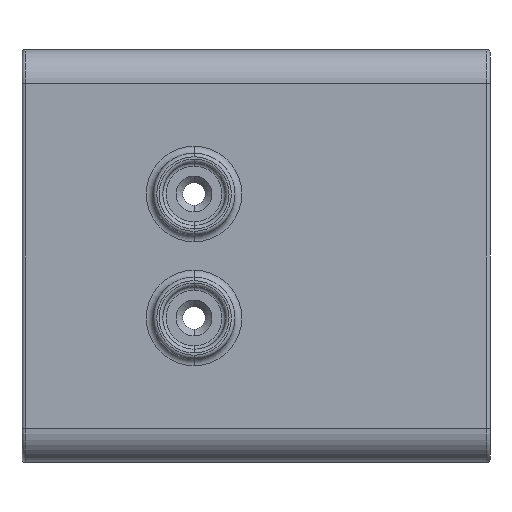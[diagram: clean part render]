
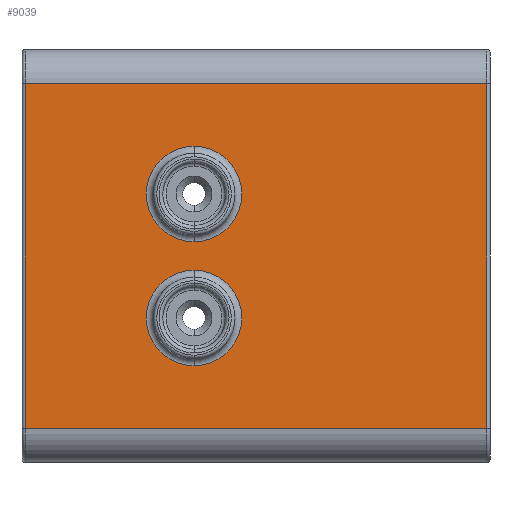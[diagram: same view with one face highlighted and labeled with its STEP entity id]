
A CAD part, front view. The second image highlights one B-rep face of the part: STEP entity #9039.
In plain terms, the highlighted planar face has unit normal (0, -1, 0).
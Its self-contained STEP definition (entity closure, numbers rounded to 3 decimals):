
#183=DIRECTION('',(0.,0.,-1.));
#184=VECTOR('',#183,50.);
#185=CARTESIAN_POINT('',(308.5,24.978,72.5));
#186=LINE('',#185,#184);
#187=DIRECTION('',(1.,0.,0.));
#188=VECTOR('',#187,67.);
#189=CARTESIAN_POINT('',(241.5,24.978,22.5));
#190=LINE('',#189,#188);
#191=DIRECTION('',(0.,0.,-1.));
#192=VECTOR('',#191,50.);
#193=CARTESIAN_POINT('',(241.5,24.978,72.5));
#194=LINE('',#193,#192);
#195=DIRECTION('',(1.,0.,0.));
#196=VECTOR('',#195,67.);
#197=CARTESIAN_POINT('',(241.5,24.978,72.5));
#198=LINE('',#197,#196);
#219=CARTESIAN_POINT('',(266.,24.978,38.5));
#220=DIRECTION('',(0.,-1.,0.));
#221=DIRECTION('',(0.,0.,-1.));
#222=AXIS2_PLACEMENT_3D('',#219,#220,#221);
#224=CARTESIAN_POINT('',(266.,24.978,38.5));
#225=DIRECTION('',(0.,-1.,0.));
#226=DIRECTION('',(0.,0.,1.));
#227=AXIS2_PLACEMENT_3D('',#224,#225,#226);
#229=CARTESIAN_POINT('',(266.,24.978,56.5));
#230=DIRECTION('',(0.,-1.,0.));
#231=DIRECTION('',(0.,0.,-1.));
#232=AXIS2_PLACEMENT_3D('',#229,#230,#231);
#234=CARTESIAN_POINT('',(266.,24.978,56.5));
#235=DIRECTION('',(0.,-1.,0.));
#236=DIRECTION('',(0.,0.,1.));
#237=AXIS2_PLACEMENT_3D('',#234,#235,#236);
#7157=CARTESIAN_POINT('',(308.5,24.978,72.5));
#7158=VERTEX_POINT('',#7157);
#7161=CARTESIAN_POINT('',(308.5,24.978,22.5));
#7162=VERTEX_POINT('',#7161);
#7235=CARTESIAN_POINT('',(241.5,24.978,72.5));
#7236=VERTEX_POINT('',#7235);
#7239=CARTESIAN_POINT('',(241.5,24.978,22.5));
#7240=VERTEX_POINT('',#7239);
#7375=CARTESIAN_POINT('',(266.,24.978,31.569));
#7376=CARTESIAN_POINT('',(266.,24.978,45.431));
#7377=VERTEX_POINT('',#7375);
#7378=VERTEX_POINT('',#7376);
#7383=CARTESIAN_POINT('',(266.,24.978,49.569));
#7384=CARTESIAN_POINT('',(266.,24.978,63.431));
#7385=VERTEX_POINT('',#7383);
#7386=VERTEX_POINT('',#7384);
#9014=CARTESIAN_POINT('',(309.,24.978,17.5));
#9015=DIRECTION('',(0.,-1.,0.));
#9016=DIRECTION('',(0.,0.,1.));
#9017=AXIS2_PLACEMENT_3D('',#9014,#9015,#9016);
#9018=PLANE('',#9017);
#9019=ORIENTED_EDGE('',*,*,#8888,.T.);
#9021=ORIENTED_EDGE('',*,*,#9020,.F.);
#9023=ORIENTED_EDGE('',*,*,#9022,.F.);
#9024=ORIENTED_EDGE('',*,*,#9006,.T.);
#9025=EDGE_LOOP('',(#9019,#9021,#9023,#9024));
#9026=FACE_OUTER_BOUND('',#9025,.F.);
#9028=ORIENTED_EDGE('',*,*,#9027,.T.);
#9030=ORIENTED_EDGE('',*,*,#9029,.T.);
#9031=EDGE_LOOP('',(#9028,#9030));
#9032=FACE_BOUND('',#9031,.F.);
#9034=ORIENTED_EDGE('',*,*,#9033,.T.);
#9036=ORIENTED_EDGE('',*,*,#9035,.T.);
#9037=EDGE_LOOP('',(#9034,#9036));
#9038=FACE_BOUND('',#9037,.F.);
#223=CIRCLE('',#222,6.931);
#228=CIRCLE('',#227,6.931);
#233=CIRCLE('',#232,6.931);
#238=CIRCLE('',#237,6.931);
#8888=EDGE_CURVE('',#7158,#7162,#186,.T.);
#9006=EDGE_CURVE('',#7236,#7158,#198,.T.);
#9020=EDGE_CURVE('',#7240,#7162,#190,.T.);
#9022=EDGE_CURVE('',#7236,#7240,#194,.T.);
#9027=EDGE_CURVE('',#7377,#7378,#223,.T.);
#9029=EDGE_CURVE('',#7378,#7377,#228,.T.);
#9033=EDGE_CURVE('',#7385,#7386,#233,.T.);
#9035=EDGE_CURVE('',#7386,#7385,#238,.T.);
#9039=ADVANCED_FACE('',(#9026,#9032,#9038),#9018,.T.);
